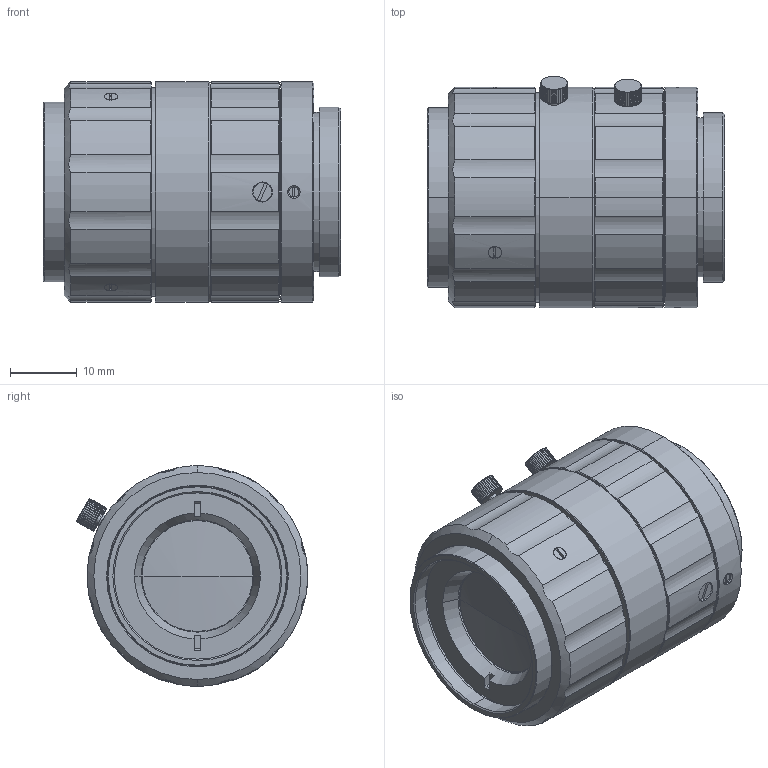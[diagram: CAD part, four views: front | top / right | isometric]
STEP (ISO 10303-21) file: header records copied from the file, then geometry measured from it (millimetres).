
FILE_DESCRIPTION (( 'STEP AP214' ), '1' );
FILE_NAME ('59870rev000.STEP', '2009-05-13T15:43:48', ( ' ' ), ( ' ' ), 'SwSTEP 2.0', 'SolidWorks 2007', '' );
FILE_SCHEMA (( 'AUTOMOTIVE_DESIGN' ));
Length unit declared in the file: millimetre
Products named in the file (1): 59870rev000
Bounding box: 44.48 x 34.62 x 33 mm (x, y, z)
Volume: 32465.9 mm3; surface area: 8404.5 mm2
Topology: 1 solids, 1 shells, 427 faces, 1152 edges, 755 vertices
Faces by surface type: cylinder 274, cone 80, plane 59, bspline 12, sphere 2
Entity records: 16298 total; most frequent: CARTESIAN_POINT 5819, ORIENTED_EDGE 2300, DIRECTION 2095, EDGE_CURVE 1150, AXIS2_PLACEMENT_3D 861, VERTEX_POINT 755, EDGE_LOOP 457, CIRCLE 445
